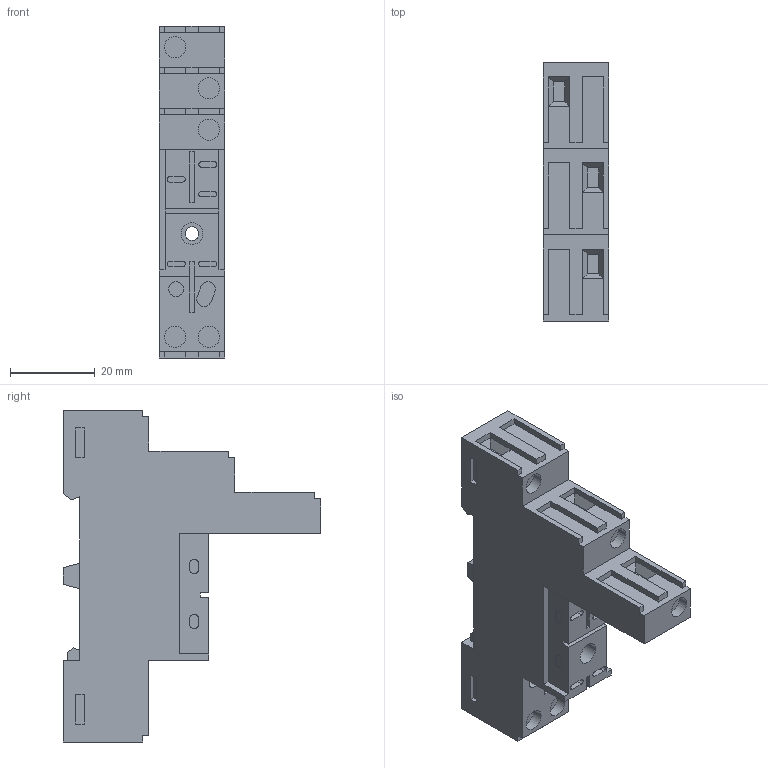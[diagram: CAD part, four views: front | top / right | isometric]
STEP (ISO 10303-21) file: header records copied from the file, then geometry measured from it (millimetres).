
FILE_DESCRIPTION(('STEP AP242'),'1');
FILE_NAME('rsze1s35m.stp','2020-01-14T10:03:25',('TraceParts'),('TraceParts S.A.'),'Spatial InterOp 3D',' ',' ');
FILE_SCHEMA(('AP242_MANAGED_MODEL_BASED_3D_ENGINEERING_MIM_LF {1 0 10303 442 1 1 4}'));
Length unit declared in the file: millimetre
Products named in the file (1): rsze1s35m
Bounding box: 15.5 x 61 x 78.5 mm (x, y, z)
Volume: 35591.5 mm3; surface area: 11256.5 mm2
Topology: 1 solids, 1 shells, 208 faces, 529 edges, 346 vertices
Faces by surface type: plane 172, cylinder 36
Entity records: 7877 total; most frequent: CARTESIAN_POINT 1084, ORIENTED_EDGE 1058, DIRECTION 1019, EDGE_CURVE 529, LINE 457, VECTOR 457, VERTEX_POINT 346, AXIS2_PLACEMENT_3D 281
